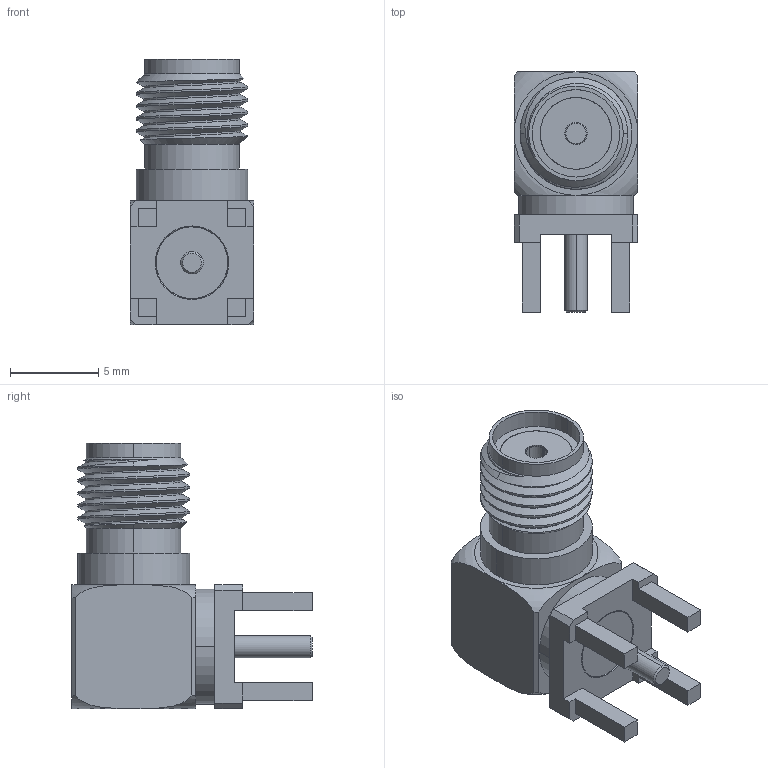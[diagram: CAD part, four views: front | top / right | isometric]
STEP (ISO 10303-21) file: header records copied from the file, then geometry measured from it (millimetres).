
FILE_DESCRIPTION(('STEP AP242'),'1');
FILE_NAME('60311002114501.stp','2021-05-02T13:23:42',('TraceParts'),('TraceParts S.A.'),'Spatial InterOp 3D',' ',' ');
FILE_SCHEMA(('AP242_MANAGED_MODEL_BASED_3D_ENGINEERING_MIM_LF {1 0 10303 442 1 1 4}'));
Length unit declared in the file: millimetre
Products named in the file (1): 60311002114501_1
Bounding box: 7 x 13.6 x 15 mm (x, y, z)
Volume: 572.5 mm3; surface area: 1226.4 mm2
Topology: 5 solids, 5 shells, 154 faces, 396 edges, 256 vertices
Faces by surface type: cylinder 63, plane 62, cone 18, torus 9, bspline 2
Entity records: 9322 total; most frequent: CARTESIAN_POINT 4415, ORIENTED_EDGE 784, DIRECTION 746, EDGE_CURVE 392, AXIS2_PLACEMENT_3D 281, VERTEX_POINT 256, LINE 184, VECTOR 184
